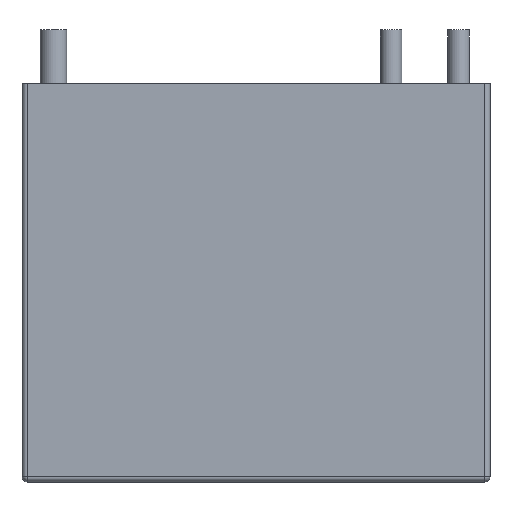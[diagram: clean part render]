
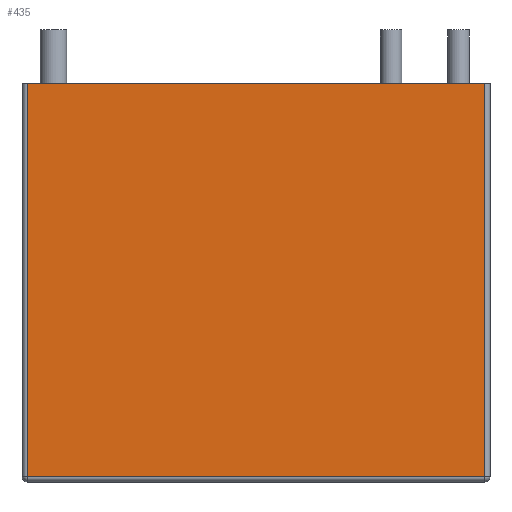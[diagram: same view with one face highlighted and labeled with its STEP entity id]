
A CAD part, front view. The second image highlights one B-rep face of the part: STEP entity #435.
In plain terms, the highlighted planar face has unit normal (0, -1, 0).
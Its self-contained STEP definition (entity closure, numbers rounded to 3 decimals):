
#31 = DIRECTION ( 'NONE',  ( 0., 0., 1. ) ) ;
#45 = CARTESIAN_POINT ( 'NONE',  ( 17.4, 0., 0. ) ) ;
#50 = VERTEX_POINT ( 'NONE', #45 ) ;
#106 = DIRECTION ( 'NONE',  ( 0., -1., 0. ) ) ;
#134 = EDGE_CURVE ( 'NONE', #926, #455, #871, .T. ) ;
#177 = VECTOR ( 'NONE', #1169, 1000. ) ;
#198 = EDGE_LOOP ( 'NONE', ( #1153, #540, #1037, #291 ) ) ;
#209 = LINE ( 'NONE', #353, #177 ) ;
#219 = AXIS2_PLACEMENT_3D ( 'NONE', #762, #106, #1011 ) ;
#263 = FACE_OUTER_BOUND ( 'NONE', #198, .T. ) ;
#276 = VECTOR ( 'NONE', #877, 1000. ) ;
#291 = ORIENTED_EDGE ( 'NONE', *, *, #1041, .T. ) ;
#353 = CARTESIAN_POINT ( 'NONE',  ( 0., 0., 0. ) ) ;
#435 = ADVANCED_FACE ( 'NONE', ( #263 ), #908, .T. ) ;
#455 = VERTEX_POINT ( 'NONE', #1117 ) ;
#466 = VECTOR ( 'NONE', #968, 1000. ) ;
#519 = CARTESIAN_POINT ( 'NONE',  ( 0.2, 0., -14.8 ) ) ;
#540 = ORIENTED_EDGE ( 'NONE', *, *, #595, .T. ) ;
#589 = LINE ( 'NONE', #945, #873 ) ;
#595 = EDGE_CURVE ( 'NONE', #455, #50, #589, .T. ) ;
#695 = CARTESIAN_POINT ( 'NONE',  ( 0., 0., -14.8 ) ) ;
#719 = CARTESIAN_POINT ( 'NONE',  ( 0.2, 0., -15. ) ) ;
#762 = CARTESIAN_POINT ( 'NONE',  ( 0., 0., -15. ) ) ;
#871 = LINE ( 'NONE', #695, #466 ) ;
#873 = VECTOR ( 'NONE', #31, 1000. ) ;
#877 = DIRECTION ( 'NONE',  ( 0., 0., -1. ) ) ;
#908 = PLANE ( 'NONE',  #219 ) ;
#915 = VERTEX_POINT ( 'NONE', #1145 ) ;
#926 = VERTEX_POINT ( 'NONE', #519 ) ;
#945 = CARTESIAN_POINT ( 'NONE',  ( 17.4, 0., -15. ) ) ;
#968 = DIRECTION ( 'NONE',  ( 1., 0., 0. ) ) ;
#992 = LINE ( 'NONE', #719, #276 ) ;
#1011 = DIRECTION ( 'NONE',  ( 0., 0., -1. ) ) ;
#1037 = ORIENTED_EDGE ( 'NONE', *, *, #1139, .F. ) ;
#1041 = EDGE_CURVE ( 'NONE', #915, #926, #992, .T. ) ;
#1117 = CARTESIAN_POINT ( 'NONE',  ( 17.4, 0., -14.8 ) ) ;
#1139 = EDGE_CURVE ( 'NONE', #915, #50, #209, .T. ) ;
#1145 = CARTESIAN_POINT ( 'NONE',  ( 0.2, 0., 0. ) ) ;
#1153 = ORIENTED_EDGE ( 'NONE', *, *, #134, .T. ) ;
#1169 = DIRECTION ( 'NONE',  ( 1., 0., 0. ) ) ;
